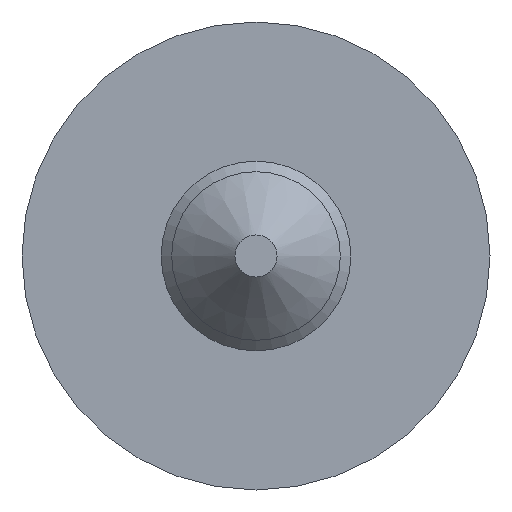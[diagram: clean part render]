
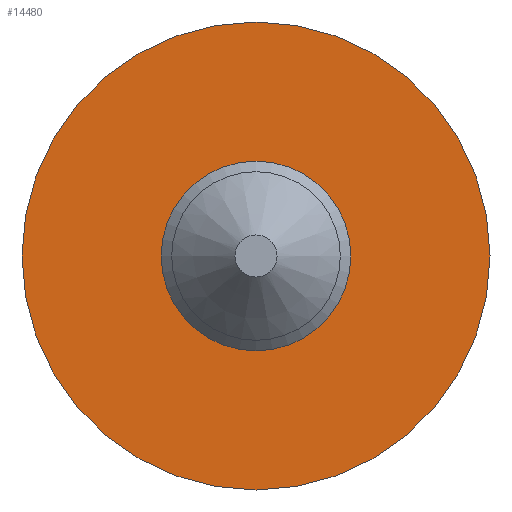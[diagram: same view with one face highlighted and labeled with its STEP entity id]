
A CAD part, front view. The second image highlights one B-rep face of the part: STEP entity #14480.
In plain terms, the highlighted face is planar.
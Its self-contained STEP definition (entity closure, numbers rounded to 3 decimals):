
#61 = CARTESIAN_POINT ( 'NONE',  ( 2.25, 0., 0. ) ) ;
#1416 = PLANE ( 'NONE',  #1713 ) ;
#1713 = AXIS2_PLACEMENT_3D ( 'NONE', #61, #10040, #4074 ) ;
#2079 = EDGE_LOOP ( 'NONE', ( #9224 ) ) ;
#3113 = DIRECTION ( 'NONE',  ( 0., 1., 0. ) ) ;
#3434 = VERTEX_POINT ( 'NONE', #14716 ) ;
#3545 = CARTESIAN_POINT ( 'NONE',  ( 0., 0., 0. ) ) ;
#4074 = DIRECTION ( 'NONE',  ( -1., 0., 0. ) ) ;
#4695 = CIRCLE ( 'NONE', #14683, 5.55 ) ;
#4986 = FACE_BOUND ( 'NONE', #2079, .T. ) ;
#5265 = CIRCLE ( 'NONE', #12010, 2.25 ) ;
#5328 = DIRECTION ( 'NONE',  ( -1., 0., 0. ) ) ;
#6291 = EDGE_CURVE ( 'NONE', #13452, #13452, #4695, .T. ) ;
#6791 = DIRECTION ( 'NONE',  ( 0., 1., 0. ) ) ;
#8495 = CARTESIAN_POINT ( 'NONE',  ( -5.55, 0., 0. ) ) ;
#8544 = EDGE_LOOP ( 'NONE', ( #12653 ) ) ;
#9224 = ORIENTED_EDGE ( 'NONE', *, *, #11212, .T. ) ;
#9247 = DIRECTION ( 'NONE',  ( -1., 0., 0. ) ) ;
#9786 = FACE_OUTER_BOUND ( 'NONE', #8544, .T. ) ;
#10040 = DIRECTION ( 'NONE',  ( 0., 1., 0. ) ) ;
#10489 = CARTESIAN_POINT ( 'NONE',  ( 0., 0., 0. ) ) ;
#11212 = EDGE_CURVE ( 'NONE', #3434, #3434, #5265, .T. ) ;
#12010 = AXIS2_PLACEMENT_3D ( 'NONE', #10489, #3113, #5328 ) ;
#12653 = ORIENTED_EDGE ( 'NONE', *, *, #6291, .F. ) ;
#13452 = VERTEX_POINT ( 'NONE', #8495 ) ;
#14480 = ADVANCED_FACE ( 'NONE', ( #9786, #4986 ), #1416, .F. ) ;
#14683 = AXIS2_PLACEMENT_3D ( 'NONE', #3545, #6791, #9247 ) ;
#14716 = CARTESIAN_POINT ( 'NONE',  ( -2.25, 0., 0. ) ) ;
